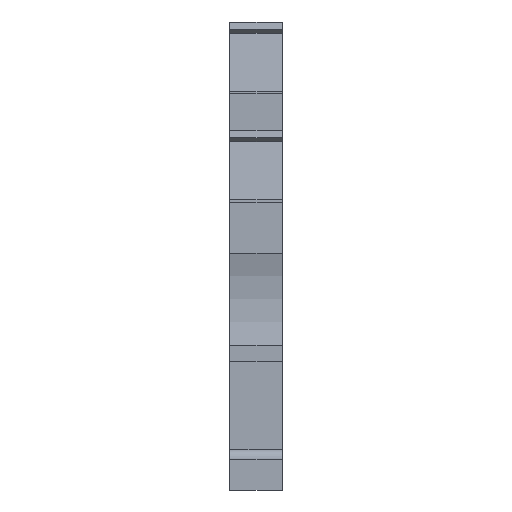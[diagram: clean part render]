
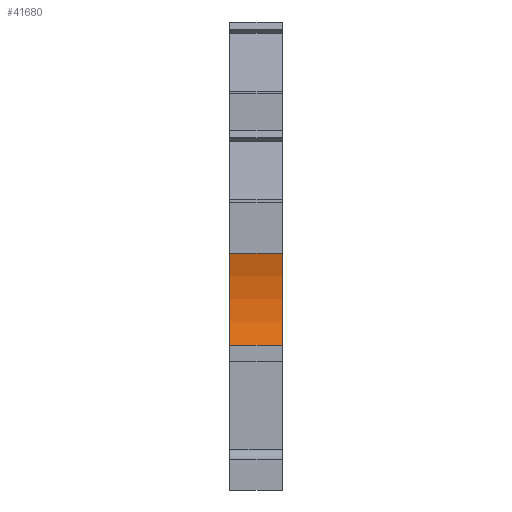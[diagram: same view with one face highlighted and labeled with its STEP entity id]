
A CAD part, front view. The second image highlights one B-rep face of the part: STEP entity #41680.
In plain terms, the highlighted cylindrical face has radius 15 mm (diameter 30 mm), a partial arc.
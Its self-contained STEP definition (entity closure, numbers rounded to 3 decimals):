
#3380=CARTESIAN_POINT('',(135.319,19.697,48.52));
#3390=VERTEX_POINT('',#3380);
#3420=CARTESIAN_POINT('',(121.01,15.197,48.52));
#3430=DIRECTION('',(0.,0.,1.));
#3440=DIRECTION('',(1.,0.,0.));
#3450=AXIS2_PLACEMENT_3D('',#3420,#3430,#3440);
#3460=CIRCLE('',#3450,15.);
#3470=CARTESIAN_POINT('',(135.319,10.697,48.52));
#3480=VERTEX_POINT('',#3470);
#3490=EDGE_CURVE('',#3480,#3390,#3460,.T.);
#10320=CARTESIAN_POINT('',(135.319,10.697,
53.67));
#10330=VERTEX_POINT('',#10320);
#10360=CARTESIAN_POINT('',(121.01,15.197,
53.67));
#10370=DIRECTION('',(0.,0.,1.));
#10380=DIRECTION('',(1.,0.,0.));
#10390=AXIS2_PLACEMENT_3D('',#10360,#10370,#10380);
#10400=CIRCLE('',#10390,15.);
#10410=CARTESIAN_POINT('',(135.319,19.697,
53.67));
#10420=VERTEX_POINT('',#10410);
#10430=EDGE_CURVE('',#10330,#10420,#10400,.T.);
#41350=CARTESIAN_POINT('',(135.319,10.697,
48.005));
#41360=DIRECTION('',(0.,0.,1.));
#41370=VECTOR('',#41360,1.);
#41380=LINE('',#41350,#41370);
#41390=EDGE_CURVE('',#3480,#10330,#41380,.T.);
#41520=CARTESIAN_POINT('',(121.01,15.197,
48.005));
#41530=DIRECTION('',(0.,0.,1.));
#41540=DIRECTION('',(1.,0.,0.));
#41550=AXIS2_PLACEMENT_3D('',#41520,#41530,#41540);
#41560=CYLINDRICAL_SURFACE('',#41550,15.);
#41570=CARTESIAN_POINT('',(135.319,19.697,
48.005));
#41580=DIRECTION('',(0.,0.,-1.));
#41590=VECTOR('',#41580,1.);
#41600=LINE('',#41570,#41590);
#41610=EDGE_CURVE('',#10420,#3390,#41600,.T.);
#41620=ORIENTED_EDGE('',*,*,#41610,.T.);
#41630=ORIENTED_EDGE('',*,*,#10430,.T.);
#41640=ORIENTED_EDGE('',*,*,#41390,.T.);
#41650=ORIENTED_EDGE('',*,*,#3490,.F.);
#41660=EDGE_LOOP('',(#41650,#41640,#41630,#41620));
#41670=FACE_OUTER_BOUND('',#41660,.T.);
#41680=ADVANCED_FACE('',(#41670),#41560,.F.);
